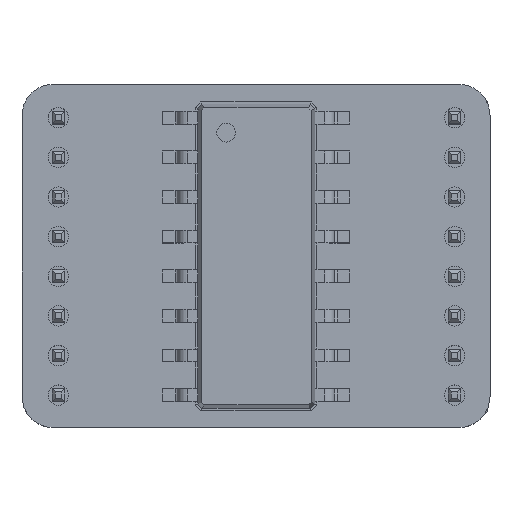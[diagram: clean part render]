
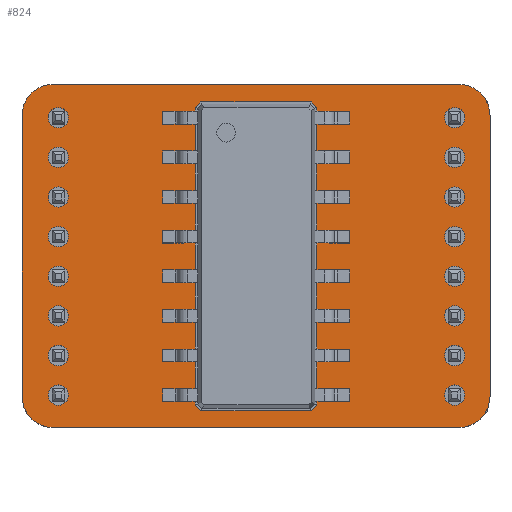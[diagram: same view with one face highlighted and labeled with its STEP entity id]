
A CAD part, top view. The second image highlights one B-rep face of the part: STEP entity #824.
In plain terms, the highlighted planar face has unit normal (0, 0, 1).
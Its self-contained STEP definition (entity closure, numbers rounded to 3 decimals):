
#45 = VERTEX_POINT('',#46);
#46 = CARTESIAN_POINT('',(113.5,-93.75,0.));
#63 = VERTEX_POINT('',#64);
#64 = CARTESIAN_POINT('',(126.5,-93.75,0.));
#70 = EDGE_CURVE('',#45,#63,#71,.T.);
#71 = LINE('',#72,#73);
#72 = CARTESIAN_POINT('',(113.5,-93.75,0.));
#73 = VECTOR('',#74,1.);
#74 = DIRECTION('',(1.,0.,0.));
#95 = VERTEX_POINT('',#96);
#96 = CARTESIAN_POINT('',(112.5,-92.75,0.));
#102 = EDGE_CURVE('',#45,#95,#103,.T.);
#103 = CIRCLE('',#104,1.);
#104 = AXIS2_PLACEMENT_3D('',#105,#106,#107);
#105 = CARTESIAN_POINT('',(113.5,-92.75,0.));
#106 = DIRECTION('',(0.,0.,-1.));
#107 = DIRECTION('',(0.,-1.,0.));
#118 = VERTEX_POINT('',#119);
#119 = CARTESIAN_POINT('',(127.5,-92.75,0.));
#135 = EDGE_CURVE('',#118,#63,#136,.T.);
#136 = CIRCLE('',#137,1.);
#137 = AXIS2_PLACEMENT_3D('',#138,#139,#140);
#138 = CARTESIAN_POINT('',(126.5,-92.75,0.));
#139 = DIRECTION('',(0.,0.,-1.));
#140 = DIRECTION('',(1.,0.,0.));
#151 = VERTEX_POINT('',#152);
#152 = CARTESIAN_POINT('',(112.5,-83.75,0.));
#167 = EDGE_CURVE('',#151,#95,#168,.T.);
#168 = LINE('',#169,#170);
#169 = CARTESIAN_POINT('',(112.5,-83.75,0.));
#170 = VECTOR('',#171,1.);
#171 = DIRECTION('',(0.,-1.,0.));
#191 = VERTEX_POINT('',#192);
#192 = CARTESIAN_POINT('',(127.5,-83.75,0.));
#198 = EDGE_CURVE('',#118,#191,#199,.T.);
#199 = LINE('',#200,#201);
#200 = CARTESIAN_POINT('',(127.5,-92.75,0.));
#201 = VECTOR('',#202,1.);
#202 = DIRECTION('',(0.,1.,0.));
#223 = VERTEX_POINT('',#224);
#224 = CARTESIAN_POINT('',(113.5,-82.75,0.));
#230 = EDGE_CURVE('',#151,#223,#231,.T.);
#231 = CIRCLE('',#232,1.);
#232 = AXIS2_PLACEMENT_3D('',#233,#234,#235);
#233 = CARTESIAN_POINT('',(113.5,-83.75,0.));
#234 = DIRECTION('',(0.,0.,-1.));
#235 = DIRECTION('',(-1.,0.,-0.));
#246 = VERTEX_POINT('',#247);
#247 = CARTESIAN_POINT('',(126.5,-82.75,0.));
#263 = EDGE_CURVE('',#246,#191,#264,.T.);
#264 = CIRCLE('',#265,1.);
#265 = AXIS2_PLACEMENT_3D('',#266,#267,#268);
#266 = CARTESIAN_POINT('',(126.5,-83.75,0.));
#267 = DIRECTION('',(0.,0.,-1.));
#268 = DIRECTION('',(0.,1.,0.));
#286 = EDGE_CURVE('',#246,#223,#287,.T.);
#287 = LINE('',#288,#289);
#288 = CARTESIAN_POINT('',(126.5,-82.75,0.));
#289 = VECTOR('',#290,1.);
#290 = DIRECTION('',(-1.,0.,0.));
#301 = VERTEX_POINT('',#302);
#302 = CARTESIAN_POINT('',(113.99,-87.63,0.));
#318 = EDGE_CURVE('',#301,#301,#319,.T.);
#319 = CIRCLE('',#320,0.325);
#320 = AXIS2_PLACEMENT_3D('',#321,#322,#323);
#321 = CARTESIAN_POINT('',(113.665,-87.63,0.));
#322 = DIRECTION('',(0.,0.,1.));
#323 = DIRECTION('',(1.,0.,-0.));
#334 = VERTEX_POINT('',#335);
#335 = CARTESIAN_POINT('',(113.99,-88.9,0.));
#351 = EDGE_CURVE('',#334,#334,#352,.T.);
#352 = CIRCLE('',#353,0.325);
#353 = AXIS2_PLACEMENT_3D('',#354,#355,#356);
#354 = CARTESIAN_POINT('',(113.665,-88.9,0.));
#355 = DIRECTION('',(0.,0.,1.));
#356 = DIRECTION('',(1.,0.,-0.));
#367 = VERTEX_POINT('',#368);
#368 = CARTESIAN_POINT('',(113.99,-91.44,0.));
#384 = EDGE_CURVE('',#367,#367,#385,.T.);
#385 = CIRCLE('',#386,0.325);
#386 = AXIS2_PLACEMENT_3D('',#387,#388,#389);
#387 = CARTESIAN_POINT('',(113.665,-91.44,0.));
#388 = DIRECTION('',(0.,0.,1.));
#389 = DIRECTION('',(1.,0.,-0.));
#400 = VERTEX_POINT('',#401);
#401 = CARTESIAN_POINT('',(113.99,-90.17,0.));
#417 = EDGE_CURVE('',#400,#400,#418,.T.);
#418 = CIRCLE('',#419,0.325);
#419 = AXIS2_PLACEMENT_3D('',#420,#421,#422);
#420 = CARTESIAN_POINT('',(113.665,-90.17,0.));
#421 = DIRECTION('',(0.,0.,1.));
#422 = DIRECTION('',(1.,0.,-0.));
#433 = VERTEX_POINT('',#434);
#434 = CARTESIAN_POINT('',(126.69,-91.44,0.));
#450 = EDGE_CURVE('',#433,#433,#451,.T.);
#451 = CIRCLE('',#452,0.325);
#452 = AXIS2_PLACEMENT_3D('',#453,#454,#455);
#453 = CARTESIAN_POINT('',(126.365,-91.44,0.));
#454 = DIRECTION('',(0.,0.,1.));
#455 = DIRECTION('',(1.,0.,-0.));
#466 = VERTEX_POINT('',#467);
#467 = CARTESIAN_POINT('',(126.69,-90.17,0.));
#483 = EDGE_CURVE('',#466,#466,#484,.T.);
#484 = CIRCLE('',#485,0.325);
#485 = AXIS2_PLACEMENT_3D('',#486,#487,#488);
#486 = CARTESIAN_POINT('',(126.365,-90.17,0.));
#487 = DIRECTION('',(0.,0.,1.));
#488 = DIRECTION('',(1.,0.,-0.));
#499 = VERTEX_POINT('',#500);
#500 = CARTESIAN_POINT('',(126.69,-87.63,0.));
#516 = EDGE_CURVE('',#499,#499,#517,.T.);
#517 = CIRCLE('',#518,0.325);
#518 = AXIS2_PLACEMENT_3D('',#519,#520,#521);
#519 = CARTESIAN_POINT('',(126.365,-87.63,0.));
#520 = DIRECTION('',(0.,0.,1.));
#521 = DIRECTION('',(1.,0.,-0.));
#532 = VERTEX_POINT('',#533);
#533 = CARTESIAN_POINT('',(126.69,-88.9,0.));
#549 = EDGE_CURVE('',#532,#532,#550,.T.);
#550 = CIRCLE('',#551,0.325);
#551 = AXIS2_PLACEMENT_3D('',#552,#553,#554);
#552 = CARTESIAN_POINT('',(126.365,-88.9,0.));
#553 = DIRECTION('',(0.,0.,1.));
#554 = DIRECTION('',(1.,0.,-0.));
#565 = VERTEX_POINT('',#566);
#566 = CARTESIAN_POINT('',(113.99,-83.82,0.));
#582 = EDGE_CURVE('',#565,#565,#583,.T.);
#583 = CIRCLE('',#584,0.325);
#584 = AXIS2_PLACEMENT_3D('',#585,#586,#587);
#585 = CARTESIAN_POINT('',(113.665,-83.82,0.));
#586 = DIRECTION('',(0.,0.,1.));
#587 = DIRECTION('',(1.,0.,-0.));
#598 = VERTEX_POINT('',#599);
#599 = CARTESIAN_POINT('',(113.99,-85.09,0.));
#615 = EDGE_CURVE('',#598,#598,#616,.T.);
#616 = CIRCLE('',#617,0.325);
#617 = AXIS2_PLACEMENT_3D('',#618,#619,#620);
#618 = CARTESIAN_POINT('',(113.665,-85.09,0.));
#619 = DIRECTION('',(0.,0.,1.));
#620 = DIRECTION('',(1.,0.,-0.));
#631 = VERTEX_POINT('',#632);
#632 = CARTESIAN_POINT('',(113.99,-86.36,0.));
#648 = EDGE_CURVE('',#631,#631,#649,.T.);
#649 = CIRCLE('',#650,0.325);
#650 = AXIS2_PLACEMENT_3D('',#651,#652,#653);
#651 = CARTESIAN_POINT('',(113.665,-86.36,0.));
#652 = DIRECTION('',(0.,0.,1.));
#653 = DIRECTION('',(1.,0.,-0.));
#664 = VERTEX_POINT('',#665);
#665 = CARTESIAN_POINT('',(126.69,-86.36,0.));
#681 = EDGE_CURVE('',#664,#664,#682,.T.);
#682 = CIRCLE('',#683,0.325);
#683 = AXIS2_PLACEMENT_3D('',#684,#685,#686);
#684 = CARTESIAN_POINT('',(126.365,-86.36,0.));
#685 = DIRECTION('',(0.,0.,1.));
#686 = DIRECTION('',(1.,0.,-0.));
#697 = VERTEX_POINT('',#698);
#698 = CARTESIAN_POINT('',(126.69,-85.09,0.));
#714 = EDGE_CURVE('',#697,#697,#715,.T.);
#715 = CIRCLE('',#716,0.325);
#716 = AXIS2_PLACEMENT_3D('',#717,#718,#719);
#717 = CARTESIAN_POINT('',(126.365,-85.09,0.));
#718 = DIRECTION('',(0.,0.,1.));
#719 = DIRECTION('',(1.,0.,-0.));
#730 = VERTEX_POINT('',#731);
#731 = CARTESIAN_POINT('',(126.69,-83.82,0.));
#747 = EDGE_CURVE('',#730,#730,#748,.T.);
#748 = CIRCLE('',#749,0.325);
#749 = AXIS2_PLACEMENT_3D('',#750,#751,#752);
#750 = CARTESIAN_POINT('',(126.365,-83.82,0.));
#751 = DIRECTION('',(0.,0.,1.));
#752 = DIRECTION('',(1.,0.,-0.));
#763 = VERTEX_POINT('',#764);
#764 = CARTESIAN_POINT('',(126.69,-92.71,0.));
#780 = EDGE_CURVE('',#763,#763,#781,.T.);
#781 = CIRCLE('',#782,0.325);
#782 = AXIS2_PLACEMENT_3D('',#783,#784,#785);
#783 = CARTESIAN_POINT('',(126.365,-92.71,0.));
#784 = DIRECTION('',(0.,0.,1.));
#785 = DIRECTION('',(1.,0.,-0.));
#796 = VERTEX_POINT('',#797);
#797 = CARTESIAN_POINT('',(113.99,-92.71,0.));
#813 = EDGE_CURVE('',#796,#796,#814,.T.);
#814 = CIRCLE('',#815,0.325);
#815 = AXIS2_PLACEMENT_3D('',#816,#817,#818);
#816 = CARTESIAN_POINT('',(113.665,-92.71,0.));
#817 = DIRECTION('',(0.,0.,1.));
#818 = DIRECTION('',(1.,0.,-0.));
#824 = ADVANCED_FACE('',(#825,#835,#838,#841,#844,#847,#850,#853,#856,
    #859,#862,#865,#868,#871,#874,#877,#880),#883,.F.);
#825 = FACE_BOUND('',#826,.F.);
#826 = EDGE_LOOP('',(#827,#828,#829,#830,#831,#832,#833,#834));
#827 = ORIENTED_EDGE('',*,*,#70,.F.);
#828 = ORIENTED_EDGE('',*,*,#102,.T.);
#829 = ORIENTED_EDGE('',*,*,#167,.F.);
#830 = ORIENTED_EDGE('',*,*,#230,.T.);
#831 = ORIENTED_EDGE('',*,*,#286,.F.);
#832 = ORIENTED_EDGE('',*,*,#263,.T.);
#833 = ORIENTED_EDGE('',*,*,#198,.F.);
#834 = ORIENTED_EDGE('',*,*,#135,.T.);
#835 = FACE_BOUND('',#836,.F.);
#836 = EDGE_LOOP('',(#837));
#837 = ORIENTED_EDGE('',*,*,#318,.T.);
#838 = FACE_BOUND('',#839,.F.);
#839 = EDGE_LOOP('',(#840));
#840 = ORIENTED_EDGE('',*,*,#351,.T.);
#841 = FACE_BOUND('',#842,.F.);
#842 = EDGE_LOOP('',(#843));
#843 = ORIENTED_EDGE('',*,*,#384,.T.);
#844 = FACE_BOUND('',#845,.F.);
#845 = EDGE_LOOP('',(#846));
#846 = ORIENTED_EDGE('',*,*,#417,.T.);
#847 = FACE_BOUND('',#848,.F.);
#848 = EDGE_LOOP('',(#849));
#849 = ORIENTED_EDGE('',*,*,#450,.T.);
#850 = FACE_BOUND('',#851,.F.);
#851 = EDGE_LOOP('',(#852));
#852 = ORIENTED_EDGE('',*,*,#483,.T.);
#853 = FACE_BOUND('',#854,.F.);
#854 = EDGE_LOOP('',(#855));
#855 = ORIENTED_EDGE('',*,*,#516,.T.);
#856 = FACE_BOUND('',#857,.F.);
#857 = EDGE_LOOP('',(#858));
#858 = ORIENTED_EDGE('',*,*,#549,.T.);
#859 = FACE_BOUND('',#860,.F.);
#860 = EDGE_LOOP('',(#861));
#861 = ORIENTED_EDGE('',*,*,#582,.T.);
#862 = FACE_BOUND('',#863,.F.);
#863 = EDGE_LOOP('',(#864));
#864 = ORIENTED_EDGE('',*,*,#615,.T.);
#865 = FACE_BOUND('',#866,.F.);
#866 = EDGE_LOOP('',(#867));
#867 = ORIENTED_EDGE('',*,*,#648,.T.);
#868 = FACE_BOUND('',#869,.F.);
#869 = EDGE_LOOP('',(#870));
#870 = ORIENTED_EDGE('',*,*,#681,.T.);
#871 = FACE_BOUND('',#872,.F.);
#872 = EDGE_LOOP('',(#873));
#873 = ORIENTED_EDGE('',*,*,#714,.T.);
#874 = FACE_BOUND('',#875,.F.);
#875 = EDGE_LOOP('',(#876));
#876 = ORIENTED_EDGE('',*,*,#747,.T.);
#877 = FACE_BOUND('',#878,.F.);
#878 = EDGE_LOOP('',(#879));
#879 = ORIENTED_EDGE('',*,*,#780,.T.);
#880 = FACE_BOUND('',#881,.F.);
#881 = EDGE_LOOP('',(#882));
#882 = ORIENTED_EDGE('',*,*,#813,.T.);
#883 = PLANE('',#884);
#884 = AXIS2_PLACEMENT_3D('',#885,#886,#887);
#885 = CARTESIAN_POINT('',(113.5,-93.75,0.));
#886 = DIRECTION('',(0.,0.,-1.));
#887 = DIRECTION('',(-1.,0.,-0.));
